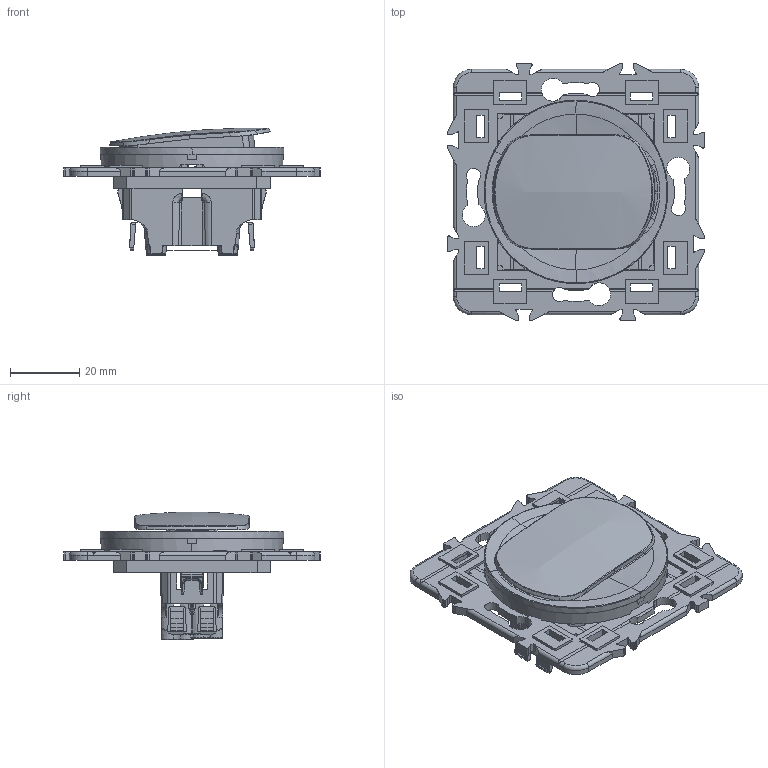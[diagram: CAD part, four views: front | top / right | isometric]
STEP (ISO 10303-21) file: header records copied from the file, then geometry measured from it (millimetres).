
FILE_DESCRIPTION(('CATIA V5 STEP Exchange','CAx-IF Rec.Pracs.--- Model Styling and Organization---1.5--- 2016-08-15','CAx-IF Rec.Pracs.---Supplemental Geometry---1.0---2011-11-01','CAx-IF Rec.Pracs.--- Composite Materials ---1.1---2010-07-15'),'2;1');
FILE_NAME('CX0001_AllCATPart.stp','2022-09-01T14:03:09+00:00',('none'),('none'),'CATIA Version 5-6 Release 2020 SP3','CATIA V5 STEP AP214 v2','none');
FILE_SCHEMA(('AUTOMOTIVE_DESIGN { 1 0 10303 214 1 1 1 1 }'));
Products named in the file (1): CX0001_AllCATPart
Bounding box: 74.15 x 74.15 x 36.84 mm (x, y, z)
Surface area: 26329.6 mm2 (no closed solid volume)
Topology: 0 solids, 32 shells, 1758 faces, 6649 edges, 4815 vertices
Faces by surface type: plane 613, bspline 592, cylinder 378, cone 85, torus 34, extrusion 28, sphere 16, revolution 12
Entity records: 99809 total; most frequent: CARTESIAN_POINT 54831, ORIENTED_EDGE 11099, EDGE_CURVE 6627, DIRECTION 4824, VERTEX_POINT 4801, B_SPLINE_CURVE_WITH_KNOTS 3701, VECTOR 2437, LINE 2409
